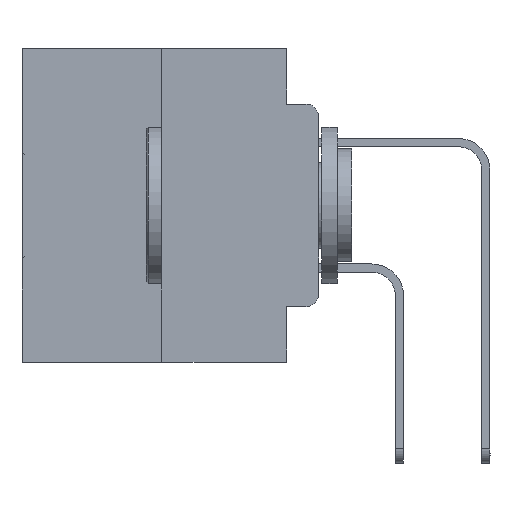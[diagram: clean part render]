
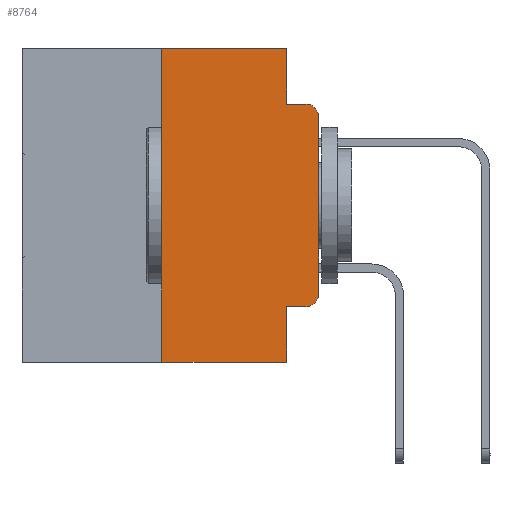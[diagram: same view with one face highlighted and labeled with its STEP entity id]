
A CAD part, left-side view. The second image highlights one B-rep face of the part: STEP entity #8764.
In plain terms, the highlighted planar face has unit normal (-1, 0, 0).
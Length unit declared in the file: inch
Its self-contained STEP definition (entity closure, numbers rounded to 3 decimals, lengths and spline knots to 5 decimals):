
#60 = CARTESIAN_POINT ( 'NONE',  ( 0., 0.25, -0.5 ) ) ;
#817 = AXIS2_PLACEMENT_3D ( 'NONE', #23155, #10437, #20164 ) ;
#2035 = DIRECTION ( 'NONE',  ( -1., 0., 0. ) ) ;
#2095 = ORIENTED_EDGE ( 'NONE', *, *, #27950, .T. ) ;
#2247 = VERTEX_POINT ( 'NONE', #3129 ) ;
#2742 = ORIENTED_EDGE ( 'NONE', *, *, #31424, .F. ) ;
#2818 = CARTESIAN_POINT ( 'NONE',  ( 0., 0.051, 0. ) ) ;
#2841 = EDGE_CURVE ( 'NONE', #18643, #7181, #18112, .T. ) ;
#2873 = CIRCLE ( 'NONE', #8344, 0.02 ) ;
#3045 = LINE ( 'NONE', #21249, #23384 ) ;
#3129 = CARTESIAN_POINT ( 'NONE',  ( 0., 0.02, -0.4115 ) ) ;
#3944 = EDGE_CURVE ( 'NONE', #13356, #13209, #19224, .T. ) ;
#3966 = VECTOR ( 'NONE', #13795, 39.37008 ) ;
#4866 = VECTOR ( 'NONE', #14072, 39.37008 ) ;
#5336 = PLANE ( 'NONE',  #817 ) ;
#7068 = ORIENTED_EDGE ( 'NONE', *, *, #8308, .F. ) ;
#7181 = VERTEX_POINT ( 'NONE', #29464 ) ;
#7309 = LINE ( 'NONE', #10131, #20505 ) ;
#7332 = VERTEX_POINT ( 'NONE', #19804 ) ;
#8205 = VECTOR ( 'NONE', #29177, 39.37008 ) ;
#8308 = EDGE_CURVE ( 'NONE', #17292, #13356, #27788, .T. ) ;
#8344 = AXIS2_PLACEMENT_3D ( 'NONE', #27313, #2035, #32553 ) ;
#8720 = DIRECTION ( 'NONE',  ( 0., -1., 0. ) ) ;
#8764 = ADVANCED_FACE ( 'NONE', ( #28926 ), #5336, .F. ) ;
#9094 = CARTESIAN_POINT ( 'NONE',  ( 0., 0.473, -0.5 ) ) ;
#9193 = DIRECTION ( 'NONE',  ( 0., 0., -1. ) ) ;
#9462 = DIRECTION ( 'NONE',  ( 0., -1., 0. ) ) ;
#9521 = ORIENTED_EDGE ( 'NONE', *, *, #3944, .F. ) ;
#9729 = EDGE_CURVE ( 'NONE', #15093, #7181, #13744, .T. ) ;
#10131 = CARTESIAN_POINT ( 'NONE',  ( 0., 0., 0. ) ) ;
#10437 = DIRECTION ( 'NONE',  ( 1., 0., 0. ) ) ;
#10472 = ORIENTED_EDGE ( 'NONE', *, *, #20853, .T. ) ;
#11339 = CARTESIAN_POINT ( 'NONE',  ( 0., 0.25, 0. ) ) ;
#11617 = ORIENTED_EDGE ( 'NONE', *, *, #9729, .F. ) ;
#11839 = LINE ( 'NONE', #14466, #26555 ) ;
#12504 = VECTOR ( 'NONE', #9462, 39.37008 ) ;
#12555 = CARTESIAN_POINT ( 'NONE',  ( 0., 0.051, -0.0885 ) ) ;
#12716 = DIRECTION ( 'NONE',  ( 0., 0., 1. ) ) ;
#13209 = VERTEX_POINT ( 'NONE', #24820 ) ;
#13255 = LINE ( 'NONE', #9094, #32371 ) ;
#13356 = VERTEX_POINT ( 'NONE', #15270 ) ;
#13612 = EDGE_CURVE ( 'NONE', #17940, #2247, #3045, .T. ) ;
#13744 = LINE ( 'NONE', #21765, #12504 ) ;
#13795 = DIRECTION ( 'NONE',  ( 0., 0., -1. ) ) ;
#13962 = CARTESIAN_POINT ( 'NONE',  ( 0., 0.473, 0. ) ) ;
#14072 = DIRECTION ( 'NONE',  ( 0., -1., 0. ) ) ;
#14241 = ORIENTED_EDGE ( 'NONE', *, *, #21281, .T. ) ;
#14466 = CARTESIAN_POINT ( 'NONE',  ( 0., 0.051, 0. ) ) ;
#15093 = VERTEX_POINT ( 'NONE', #12555 ) ;
#15270 = CARTESIAN_POINT ( 'NONE',  ( 0., 0.25, 0. ) ) ;
#17292 = VERTEX_POINT ( 'NONE', #60 ) ;
#17940 = VERTEX_POINT ( 'NONE', #18725 ) ;
#18112 = CIRCLE ( 'NONE', #29596, 0.02 ) ;
#18643 = VERTEX_POINT ( 'NONE', #26456 ) ;
#18660 = ORIENTED_EDGE ( 'NONE', *, *, #13612, .T. ) ;
#18725 = CARTESIAN_POINT ( 'NONE',  ( 0., 0.051, -0.4115 ) ) ;
#19067 = DIRECTION ( 'NONE',  ( 0., -1., 0. ) ) ;
#19224 = LINE ( 'NONE', #13962, #4866 ) ;
#19464 = ORIENTED_EDGE ( 'NONE', *, *, #22853, .F. ) ;
#19804 = CARTESIAN_POINT ( 'NONE',  ( 0., 0.051, -0.5 ) ) ;
#20164 = DIRECTION ( 'NONE',  ( 0., 0., -1. ) ) ;
#20505 = VECTOR ( 'NONE', #12716, 39.37008 ) ;
#20601 = DIRECTION ( 'NONE',  ( 0., 0., -1. ) ) ;
#20853 = EDGE_CURVE ( 'NONE', #32670, #18643, #7309, .T. ) ;
#21240 = ORIENTED_EDGE ( 'NONE', *, *, #2841, .T. ) ;
#21249 = CARTESIAN_POINT ( 'NONE',  ( 0., 0.051, -0.4115 ) ) ;
#21281 = EDGE_CURVE ( 'NONE', #17292, #7332, #13255, .T. ) ;
#21765 = CARTESIAN_POINT ( 'NONE',  ( 0., 0.051, -0.0885 ) ) ;
#22853 = EDGE_CURVE ( 'NONE', #13209, #15093, #32258, .T. ) ;
#23155 = CARTESIAN_POINT ( 'NONE',  ( 0., 0.473, 0. ) ) ;
#23384 = VECTOR ( 'NONE', #8720, 39.37008 ) ;
#24820 = CARTESIAN_POINT ( 'NONE',  ( 0., 0.051, 0. ) ) ;
#25022 = EDGE_LOOP ( 'NONE', ( #10472, #21240, #11617, #19464, #9521, #7068, #14241, #2742, #18660, #2095 ) ) ;
#26456 = CARTESIAN_POINT ( 'NONE',  ( 0., 0., -0.1085 ) ) ;
#26555 = VECTOR ( 'NONE', #9193, 39.37008 ) ;
#27313 = CARTESIAN_POINT ( 'NONE',  ( 0., 0.02, -0.3915 ) ) ;
#27788 = LINE ( 'NONE', #11339, #8205 ) ;
#27815 = CARTESIAN_POINT ( 'NONE',  ( 0., 0.02, -0.1085 ) ) ;
#27950 = EDGE_CURVE ( 'NONE', #2247, #32670, #2873, .T. ) ;
#28152 = DIRECTION ( 'NONE',  ( -1., 0., 0. ) ) ;
#28926 = FACE_OUTER_BOUND ( 'NONE', #25022, .T. ) ;
#29177 = DIRECTION ( 'NONE',  ( 0., 0., 1. ) ) ;
#29464 = CARTESIAN_POINT ( 'NONE',  ( 0., 0.02, -0.0885 ) ) ;
#29596 = AXIS2_PLACEMENT_3D ( 'NONE', #27815, #28152, #20601 ) ;
#31226 = CARTESIAN_POINT ( 'NONE',  ( 0., 0., -0.3915 ) ) ;
#31424 = EDGE_CURVE ( 'NONE', #17940, #7332, #11839, .T. ) ;
#32258 = LINE ( 'NONE', #2818, #3966 ) ;
#32371 = VECTOR ( 'NONE', #19067, 39.37008 ) ;
#32553 = DIRECTION ( 'NONE',  ( 0., 0., -1. ) ) ;
#32670 = VERTEX_POINT ( 'NONE', #31226 ) ;
